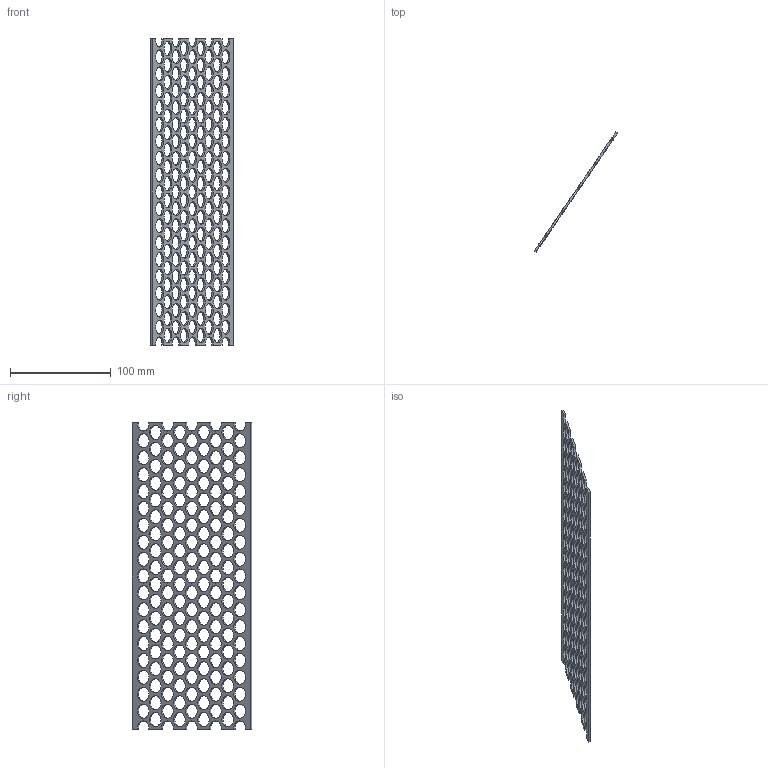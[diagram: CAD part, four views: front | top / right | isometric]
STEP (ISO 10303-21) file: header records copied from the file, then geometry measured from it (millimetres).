
FILE_DESCRIPTION (( 'STEP AP203' ), '1' );
FILE_NAME ('SHRPRO-V1 1140.06-A 14mm Mesh.step', '2019-12-23T20:14:48', ( '' ), ( '' ), 'SwSTEP 2.0', 'SolidWorks 2018', '' );
FILE_SCHEMA (( 'CONFIG_CONTROL_DESIGN' ));
Length unit declared in the file: millimetre
Products named in the file (1): SHRPRO-V1 1140.06-A 14mm Mesh
Bounding box: 82.85 x 119.28 x 304.5 mm (x, y, z)
Volume: 37138.2 mm3; surface area: 52945.3 mm2
Topology: 1 solids, 1 shells, 360 faces, 1074 edges, 716 vertices
Faces by surface type: cylinder 344, plane 16
Entity records: 13231 total; most frequent: DIRECTION 2484, CARTESIAN_POINT 2151, ORIENTED_EDGE 2148, EDGE_CURVE 1074, AXIS2_PLACEMENT_3D 1049, VERTEX_POINT 716, CIRCLE 688, EDGE_LOOP 674
